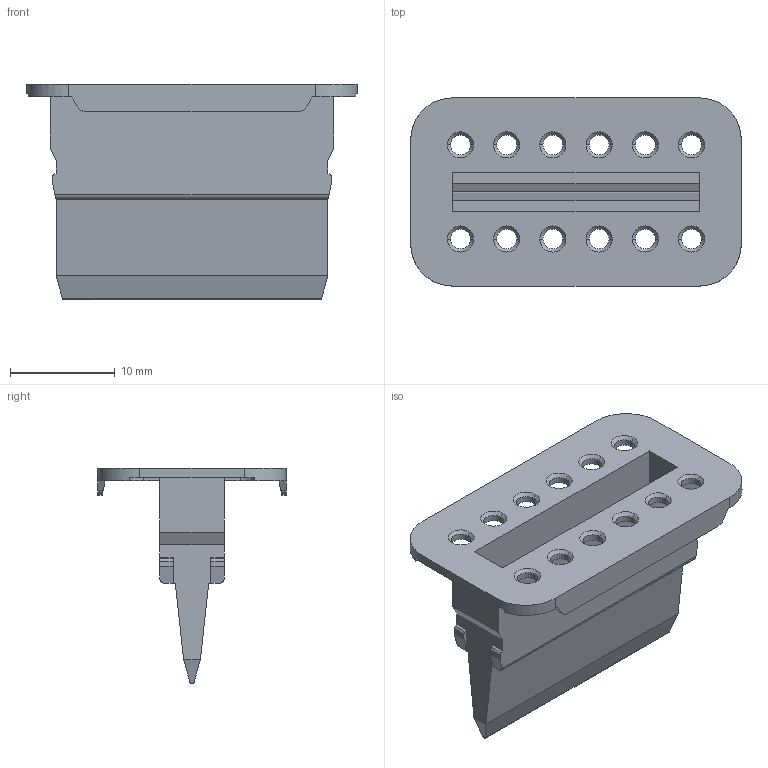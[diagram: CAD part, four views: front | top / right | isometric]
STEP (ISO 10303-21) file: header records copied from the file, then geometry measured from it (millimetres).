
FILE_DESCRIPTION((''),'2;1');
FILE_NAME('AW12S','2014-11-03T',('Orion.Li'),(''),'PRO/ENGINEER BY PARAMETRIC TECHNOLOGY CORPORATION, 2013230','PRO/ENGINEER BY PARAMETRIC TECHNOLOGY CORPORATION, 2013230','');
FILE_SCHEMA(('CONFIG_CONTROL_DESIGN'));
Length unit declared in the file: millimetre
Products named in the file (1): AW12S
Bounding box: 31.6 x 18 x 20.6 mm (x, y, z)
Volume: 1701.6 mm3; surface area: 3283.9 mm2
Topology: 1 solids, 1 shells, 133 faces, 358 edges, 228 vertices
Faces by surface type: plane 65, cylinder 44, cone 24
Entity records: 4270 total; most frequent: CARTESIAN_POINT 781, DIRECTION 720, ORIENTED_EDGE 716, EDGE_CURVE 358, VECTOR 242, LINE 242, AXIS2_PLACEMENT_3D 239, VERTEX_POINT 228
